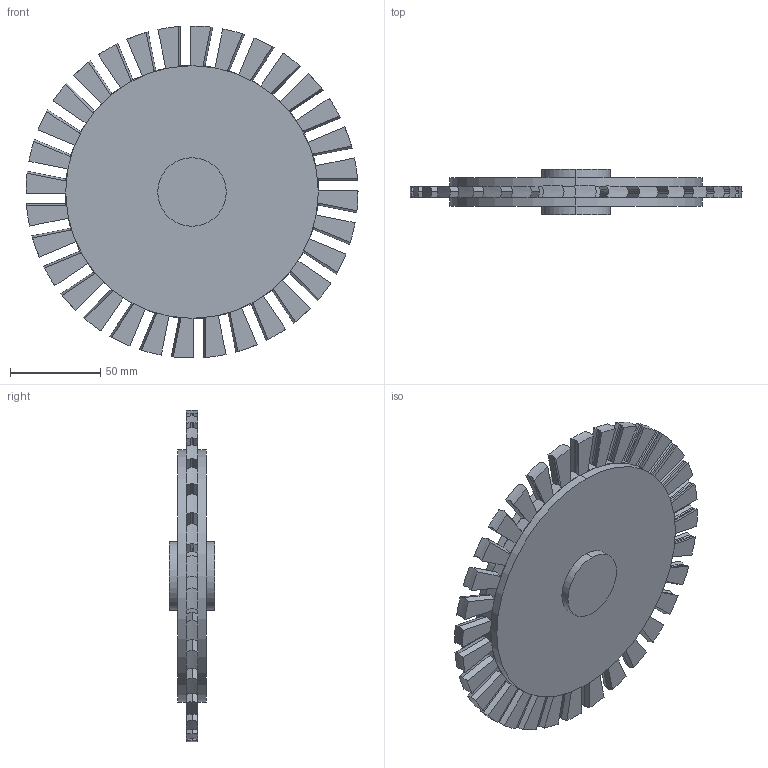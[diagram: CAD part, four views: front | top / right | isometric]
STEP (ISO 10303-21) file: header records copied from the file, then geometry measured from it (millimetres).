
FILE_DESCRIPTION (( 'STEP AP214' ), '1' );
FILE_NAME ('[TP] [Turb] Rotor14.STEP', '2024-04-04T08:27:37', ( '' ), ( '' ), 'SwSTEP 2.0', 'SolidWorks 2023', '' );
FILE_SCHEMA (( 'AUTOMOTIVE_DESIGN' ));
Length unit declared in the file: inch
Products named in the file (1): [TP] [Turb] Rotor14
Bounding box: 184.4 x 25.4 x 184.4 mm (x, y, z)
Volume: 297777.7 mm3; surface area: 62361.5 mm2
Topology: 1 solids, 1 shells, 272 faces, 796 edges, 530 vertices
Faces by surface type: plane 166, cylinder 106
Entity records: 9121 total; most frequent: CARTESIAN_POINT 2235, ORIENTED_EDGE 1592, DIRECTION 1296, EDGE_CURVE 796, VERTEX_POINT 530, LINE 458, VECTOR 458, AXIS2_PLACEMENT_3D 419
